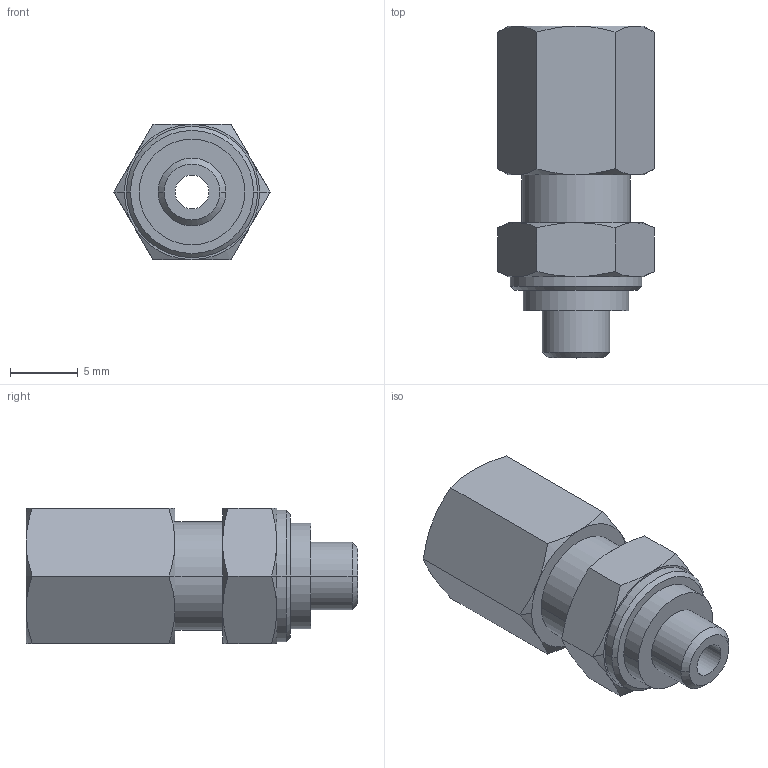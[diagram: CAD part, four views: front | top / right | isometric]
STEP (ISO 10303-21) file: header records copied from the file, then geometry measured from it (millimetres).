
FILE_DESCRIPTION(('STEP AP214'),'1');
FILE_NAME('0101_04_19.stp','2016-07-07T14:58:19',('TraceParts'),('TraceParts S.A.'),'Spatial InterOp 3D',' ',' ');
FILE_SCHEMA(('automotive_design'));
Length unit declared in the file: millimetre
Products named in the file (1): 1
Bounding box: 11.55 x 24.53 x 10 mm (x, y, z)
Volume: 1475.3 mm3; surface area: 1188.5 mm2
Topology: 1 solids, 1 shells, 68 faces, 144 edges, 84 vertices
Faces by surface type: cone 36, plane 20, cylinder 12
Entity records: 1867 total; most frequent: CARTESIAN_POINT 489, DIRECTION 294, ORIENTED_EDGE 288, EDGE_CURVE 144, AXIS2_PLACEMENT_3D 129, VERTEX_POINT 84, EDGE_LOOP 76, ADVANCED_FACE 68
